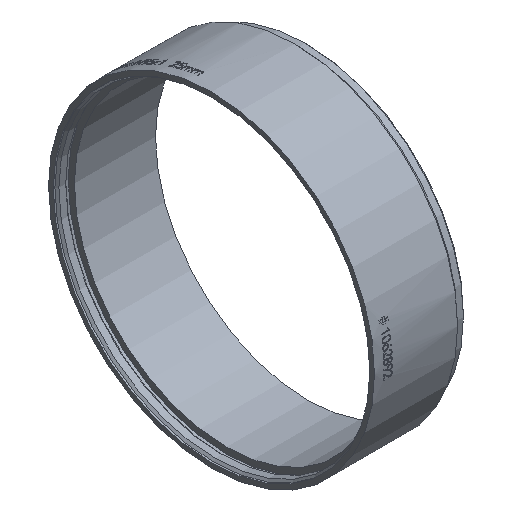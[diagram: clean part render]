
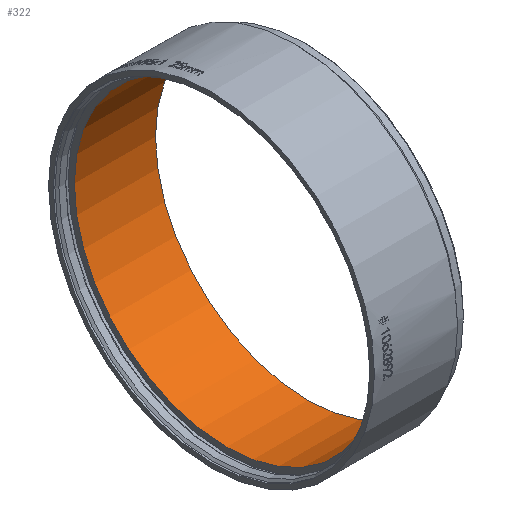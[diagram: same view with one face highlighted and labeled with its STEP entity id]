
A CAD part, isometric view. The second image highlights one B-rep face of the part: STEP entity #322.
In plain terms, the highlighted cylindrical face has radius 45.75 mm (diameter 91.5 mm), a full revolution.
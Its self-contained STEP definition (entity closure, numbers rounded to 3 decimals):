
#119=CIRCLE('',#3118,45.75);
#120=CIRCLE('',#3120,45.75);
#228=FACE_BOUND('',#626,.T.);
#229=FACE_BOUND('',#627,.T.);
#322=ADVANCED_FACE('',(#228,#229),#405,.F.);
#405=CYLINDRICAL_SURFACE('',#3121,45.75);
#626=EDGE_LOOP('',(#1588));
#627=EDGE_LOOP('',(#1589));
#1588=ORIENTED_EDGE('',*,*,#2558,.F.);
#1589=ORIENTED_EDGE('',*,*,#2557,.T.);
#2076=VERTEX_POINT('',#6316);
#2077=VERTEX_POINT('',#6319);
#2557=EDGE_CURVE('',#2076,#2076,#119,.T.);
#2558=EDGE_CURVE('',#2077,#2077,#120,.T.);
#3118=AXIS2_PLACEMENT_3D('',#6315,#3309,#3310);
#3120=AXIS2_PLACEMENT_3D('',#6318,#3313,#3314);
#3121=AXIS2_PLACEMENT_3D('',#6320,#3315,#3316);
#3309=DIRECTION('',(-1.,0.,0.));
#3310=DIRECTION('',(0.,0.,1.));
#3313=DIRECTION('',(-1.,0.,0.));
#3314=DIRECTION('',(0.,0.,1.));
#3315=DIRECTION('',(-1.,0.,0.));
#3316=DIRECTION('',(0.,0.,1.));
#6315=CARTESIAN_POINT('',(4.5,0.,0.));
#6316=CARTESIAN_POINT('',(4.5,0.,45.75));
#6318=CARTESIAN_POINT('',(28.9,0.,0.));
#6319=CARTESIAN_POINT('',(28.9,0.,45.75));
#6320=CARTESIAN_POINT('',(0.,0.,0.));
